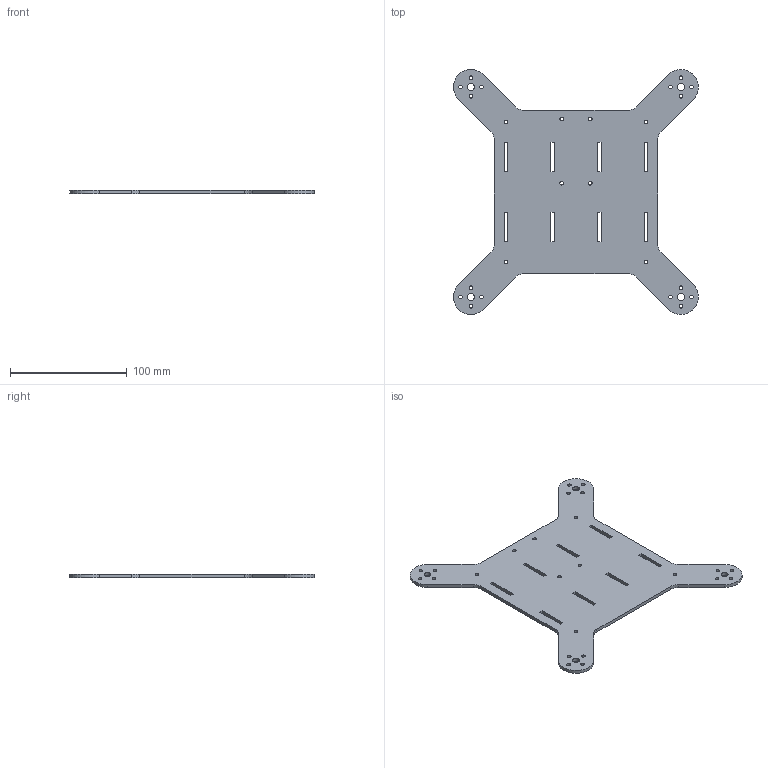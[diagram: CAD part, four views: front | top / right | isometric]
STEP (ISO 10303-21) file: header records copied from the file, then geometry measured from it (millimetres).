
FILE_DESCRIPTION (( 'STEP AP203' ), '1' );
FILE_NAME ('base2.STEP', '2018-08-06T14:03:03', ( '' ), ( '' ), 'SwSTEP 2.0', 'SolidWorks 2018', '' );
FILE_SCHEMA (( 'CONFIG_CONTROL_DESIGN' ));
Length unit declared in the file: millimetre
Products named in the file (1): base2
Bounding box: 209.94 x 209.95 x 3 mm (x, y, z)
Volume: 73292.4 mm3; surface area: 53897.9 mm2
Topology: 1 solids, 1 shells, 116 faces, 342 edges, 228 vertices
Faces by surface type: cylinder 70, plane 46
Entity records: 4147 total; most frequent: DIRECTION 716, CARTESIAN_POINT 687, ORIENTED_EDGE 684, EDGE_CURVE 342, AXIS2_PLACEMENT_3D 257, VERTEX_POINT 228, VECTOR 202, LINE 202
